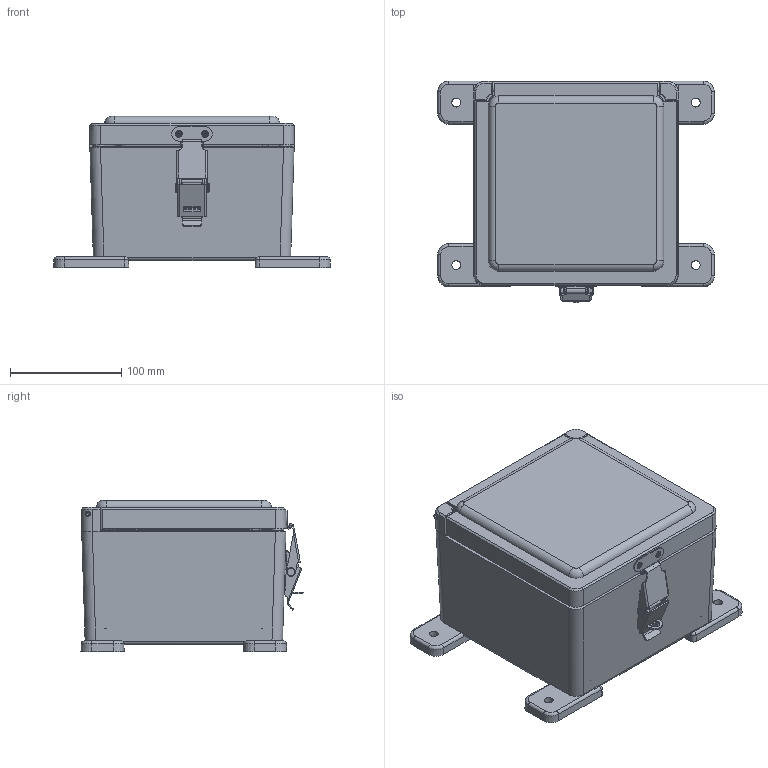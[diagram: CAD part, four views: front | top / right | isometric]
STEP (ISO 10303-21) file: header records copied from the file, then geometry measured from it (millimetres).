
FILE_DESCRIPTION (( 'STEP AP214' ), '1' );
FILE_NAME ('CE707HPL.STEP', '2018-11-08T20:57:11', ( '' ), ( '' ), 'SwSTEP 2.0', 'SolidWorks 2018', '' );
FILE_SCHEMA (( 'AUTOMOTIVE_DESIGN' ));
Length unit declared in the file: inch
Products named in the file (1): CE707HPL
Bounding box: 248.48 x 199.38 x 135.73 mm (x, y, z)
Volume: 894498.9 mm3; surface area: 398655.5 mm2
Topology: 36 solids, 36 shells, 1543 faces, 3763 edges, 2332 vertices
Faces by surface type: plane 664, cylinder 454, bspline 246, cone 171, torus 8
Full cylindrical faces by diameter (mm): 1.905 x2, 2.438 x2, 2.64 x2, 2.896 x2, 3.048 x1, 3.175 x6, 3.226 x2, 3.3 x2, 3.302 x2, 3.429 x9, 3.556 x4, 3.969 x2, 4.039 x6, 4.306 x2, 4.623 x4, 4.7 x1, 4.763 x4, 5.08 x4, 5.556 x2, 5.808 x4, 5.84 x2, 6.858 x6, 7.1 x2, 7.144 x6, 7.6 x1, 7.62 x2, 7.937 x4, 7.95 x4, 8.255 x2, 8.738 x4
Entity records: 77163 total; most frequent: CARTESIAN_POINT 22568, ORIENTED_EDGE 7128, DIRECTION 6618, EDGE_CURVE 3564, AXIS2_PLACEMENT_3D 2380, VERTEX_POINT 2284, VECTOR 1858, LINE 1858
